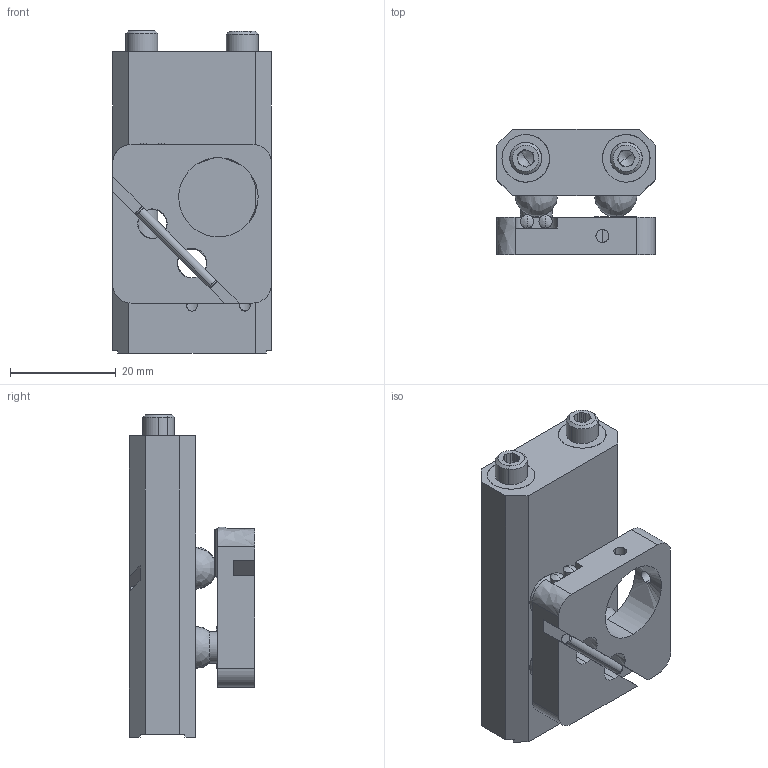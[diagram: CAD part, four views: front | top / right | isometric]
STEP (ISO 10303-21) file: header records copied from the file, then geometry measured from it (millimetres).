
FILE_DESCRIPTION(/* description */ (''),/* implementation_level */ '2;1');
FILE_NAME(/* name */ '01_MMS-TRA',/* time_stamp */ '2024-08-12T14:11:37+03:00',/* author */ (''),/* organization */ (''),/* preprocessor_version */ 'ST-DEVELOPER v15',/* originating_system */ '',/* authorisation */ '');
FILE_SCHEMA (('AUTOMOTIVE_DESIGN'));
Length unit declared in the file: millimetre
Products named in the file (1): Document
Bounding box: 30 x 23.66 x 61 mm (x, y, z)
Volume: 23143.9 mm3; surface area: 15653.6 mm2
Topology: 15 solids, 15 shells, 260 faces, 711 edges, 451 vertices
Faces by surface type: bspline 154, plane 106
Entity records: 9484 total; most frequent: CARTESIAN_POINT 5566, ORIENTED_EDGE 1346, EDGE_CURVE 673, VERTEX_POINT 451, EDGE_LOOP 296, ADVANCED_FACE 260, FACE_OUTER_BOUND 260, B_SPLINE_CURVE_WITH_KNOTS 211
